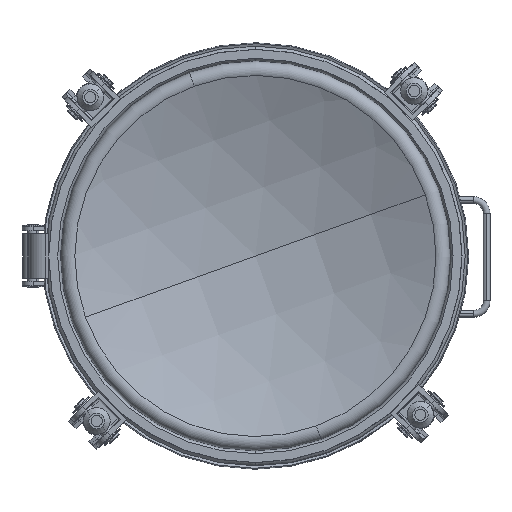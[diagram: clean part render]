
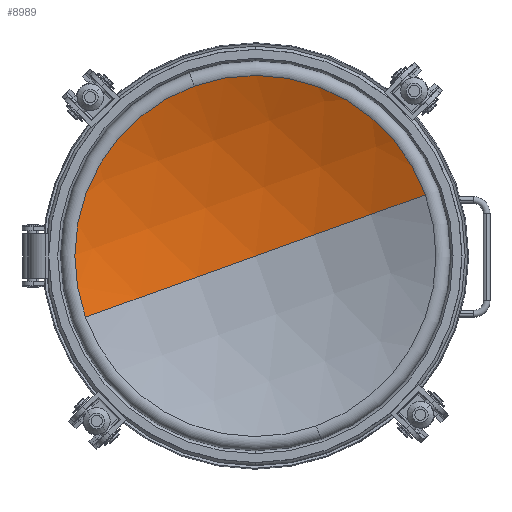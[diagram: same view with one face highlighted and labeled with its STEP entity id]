
A CAD part, front view. The second image highlights one B-rep face of the part: STEP entity #8989.
In plain terms, the highlighted spherical face has radius 382.766 mm.
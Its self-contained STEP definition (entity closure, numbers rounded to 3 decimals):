
#2376 = CIRCLE ( 'NONE', #2514, 382.766 ) ;
#2390 = CARTESIAN_POINT ( 'NONE',  ( -161.702, 374.904, 0. ) ) ;
#2396 = CARTESIAN_POINT ( 'NONE',  ( 0., 410.737, 0. ) ) ;
#2397 = DIRECTION ( 'NONE',  ( -1., 0., 0. ) ) ;
#2398 = DIRECTION ( 'NONE',  ( 0., 0., -1. ) ) ;
#2399 = CARTESIAN_POINT ( 'NONE',  ( 0., 27.971, 0. ) ) ;
#2400 = AXIS2_PLACEMENT_3D ( 'NONE', #2399, #2398, #2397 ) ;
#2401 = CIRCLE ( 'NONE', #2400, 382.766 ) ;
#2445 = DIRECTION ( 'NONE',  ( 0., 0., 1. ) ) ;
#2446 = DIRECTION ( 'NONE',  ( 0., 1., 0. ) ) ;
#2447 = CARTESIAN_POINT ( 'NONE',  ( 0., 374.904, 0. ) ) ;
#2448 = AXIS2_PLACEMENT_3D ( 'NONE', #2447, #2446, #2445 ) ;
#2449 = CIRCLE ( 'NONE', #2448, 161.702 ) ;
#2464 = DIRECTION ( 'NONE',  ( 0., 0., 1. ) ) ;
#2465 = DIRECTION ( 'NONE',  ( 0., 1., 0. ) ) ;
#2466 = CARTESIAN_POINT ( 'NONE',  ( 0., 374.904, 0. ) ) ;
#2467 = AXIS2_PLACEMENT_3D ( 'NONE', #2466, #2465, #2464 ) ;
#2468 = CIRCLE ( 'NONE', #2467, 161.702 ) ;
#2474 = CARTESIAN_POINT ( 'NONE',  ( 0., 374.904, -161.702 ) ) ;
#2511 = DIRECTION ( 'NONE',  ( 0., -1., 0. ) ) ;
#2512 = DIRECTION ( 'NONE',  ( 0., 0., 1. ) ) ;
#2513 = CARTESIAN_POINT ( 'NONE',  ( 0., 27.971, 0. ) ) ;
#2514 = AXIS2_PLACEMENT_3D ( 'NONE', #2513, #2512, #2511 ) ;
#2550 = SPHERICAL_SURFACE ( 'NONE', #2552, 382.766 ) ;
#2551 = FACE_OUTER_BOUND ( 'NONE', #8990, .T. ) ;
#2552 = AXIS2_PLACEMENT_3D ( 'NONE', #2599, #2598, #2597 ) ;
#2597 = DIRECTION ( 'NONE',  ( 1., 0., 0. ) ) ;
#2598 = DIRECTION ( 'NONE',  ( 0., 0., -1. ) ) ;
#2599 = CARTESIAN_POINT ( 'NONE',  ( 0., 27.971, 0. ) ) ;
#2673 = CARTESIAN_POINT ( 'NONE',  ( 161.702, 374.904, 0. ) ) ;
#8989 = ADVANCED_FACE ( 'NONE', ( #2551 ), #2550, .F. ) ;
#8990 = EDGE_LOOP ( 'NONE', ( #9167, #9047, #9049, #9015 ) ) ;
#9007 = EDGE_CURVE ( 'NONE', #9013, #9008, #2401, .T. ) ;
#9008 = VERTEX_POINT ( 'NONE', #2396 ) ;
#9013 = VERTEX_POINT ( 'NONE', #2390 ) ;
#9015 = ORIENTED_EDGE ( 'NONE', *, *, #9023, .T. ) ;
#9023 = EDGE_CURVE ( 'NONE', #9159, #9008, #2376, .T. ) ;
#9042 = EDGE_CURVE ( 'NONE', #9159, #9043, #2449, .T. ) ;
#9043 = VERTEX_POINT ( 'NONE', #2474 ) ;
#9047 = ORIENTED_EDGE ( 'NONE', *, *, #9048, .F. ) ;
#9048 = EDGE_CURVE ( 'NONE', #9043, #9013, #2468, .T. ) ;
#9049 = ORIENTED_EDGE ( 'NONE', *, *, #9042, .F. ) ;
#9159 = VERTEX_POINT ( 'NONE', #2673 ) ;
#9167 = ORIENTED_EDGE ( 'NONE', *, *, #9007, .F. ) ;
